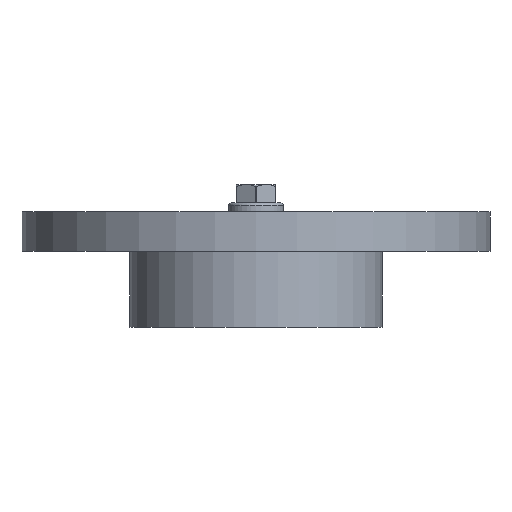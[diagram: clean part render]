
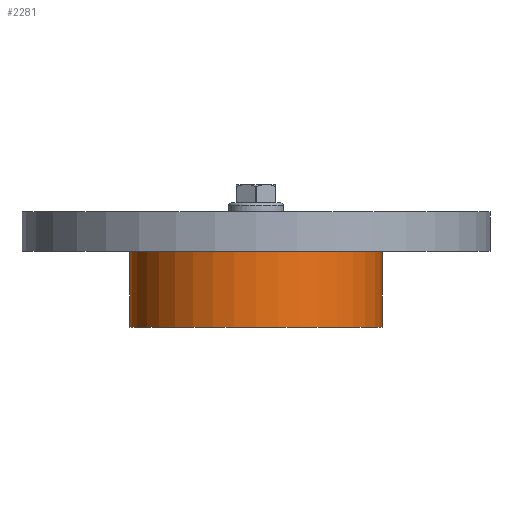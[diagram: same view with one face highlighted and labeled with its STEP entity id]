
A CAD part, front view. The second image highlights one B-rep face of the part: STEP entity #2281.
In plain terms, the highlighted cylindrical face has radius 41.5 mm (diameter 83 mm), a partial arc.
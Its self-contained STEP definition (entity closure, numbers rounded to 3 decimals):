
#18 = FACE_OUTER_BOUND ( 'NONE', #1131, .T. ) ;
#197 = CYLINDRICAL_SURFACE ( 'NONE', #1580, 41.5 ) ;
#367 = CIRCLE ( 'NONE', #1665, 41.5 ) ;
#373 = CIRCLE ( 'NONE', #1662, 41.5 ) ;
#488 = CARTESIAN_POINT ( 'NONE',  ( -41.5, 0., -25. ) ) ;
#545 = CARTESIAN_POINT ( 'NONE',  ( 41.5, 0., 0. ) ) ;
#546 = CARTESIAN_POINT ( 'NONE',  ( 41.5, 0., -25. ) ) ;
#861 = CARTESIAN_POINT ( 'NONE',  ( -41.5, 0., 0. ) ) ;
#872 = DIRECTION ( 'NONE',  ( 1., 0., 0. ) ) ;
#873 = DIRECTION ( 'NONE',  ( 0., 0., 1. ) ) ;
#881 = CARTESIAN_POINT ( 'NONE',  ( 0., 0., 45.112 ) ) ;
#1131 = EDGE_LOOP ( 'NONE', ( #1222, #1201, #1277, #1371 ) ) ;
#1201 = ORIENTED_EDGE ( 'NONE', *, *, #1774, .T. ) ;
#1222 = ORIENTED_EDGE ( 'NONE', *, *, #1722, .F. ) ;
#1242 = LINE ( 'NONE', #2152, #1244 ) ;
#1244 = VECTOR ( 'NONE', #2146, 1000. ) ;
#1277 = ORIENTED_EDGE ( 'NONE', *, *, #1720, .T. ) ;
#1314 = VECTOR ( 'NONE', #2151, 1000. ) ;
#1371 = ORIENTED_EDGE ( 'NONE', *, *, #1771, .T. ) ;
#1394 = LINE ( 'NONE', #2158, #1314 ) ;
#1580 = AXIS2_PLACEMENT_3D ( 'NONE', #881, #873, #872 ) ;
#1662 = AXIS2_PLACEMENT_3D ( 'NONE', #2011, #2005, #2004 ) ;
#1665 = AXIS2_PLACEMENT_3D ( 'NONE', #2021, #2013, #2012 ) ;
#1720 = EDGE_CURVE ( 'NONE', #2231, #2232, #1394, .T. ) ;
#1722 = EDGE_CURVE ( 'NONE', #2230, #2234, #1242, .T. ) ;
#1771 = EDGE_CURVE ( 'NONE', #2232, #2234, #367, .T. ) ;
#1774 = EDGE_CURVE ( 'NONE', #2230, #2231, #373, .T. ) ;
#2004 = DIRECTION ( 'NONE',  ( 1., 0., 0. ) ) ;
#2005 = DIRECTION ( 'NONE',  ( 0., 0., 1. ) ) ;
#2011 = CARTESIAN_POINT ( 'NONE',  ( 0., 0., -25. ) ) ;
#2012 = DIRECTION ( 'NONE',  ( 1., 0., 0. ) ) ;
#2013 = DIRECTION ( 'NONE',  ( 0., 0., -1. ) ) ;
#2021 = CARTESIAN_POINT ( 'NONE',  ( 0., 0., 0. ) ) ;
#2146 = DIRECTION ( 'NONE',  ( 0., 0., 1. ) ) ;
#2151 = DIRECTION ( 'NONE',  ( 0., 0., 1. ) ) ;
#2152 = CARTESIAN_POINT ( 'NONE',  ( -41.5, 0., 45.112 ) ) ;
#2158 = CARTESIAN_POINT ( 'NONE',  ( 41.5, 0., 45.112 ) ) ;
#2230 = VERTEX_POINT ( 'NONE', #488 ) ;
#2231 = VERTEX_POINT ( 'NONE', #546 ) ;
#2232 = VERTEX_POINT ( 'NONE', #545 ) ;
#2234 = VERTEX_POINT ( 'NONE', #861 ) ;
#2281 = ADVANCED_FACE ( 'NONE', ( #18 ), #197, .T. ) ;
